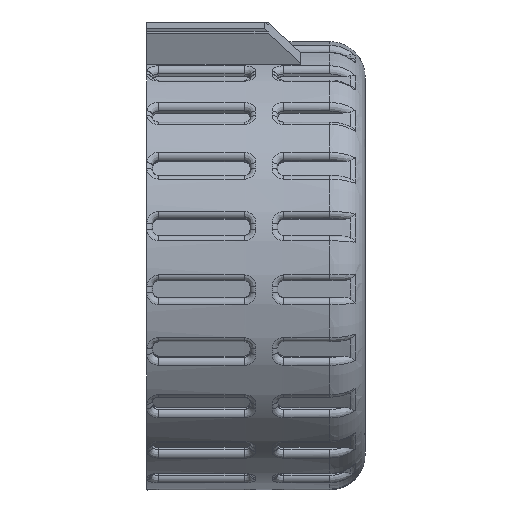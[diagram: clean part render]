
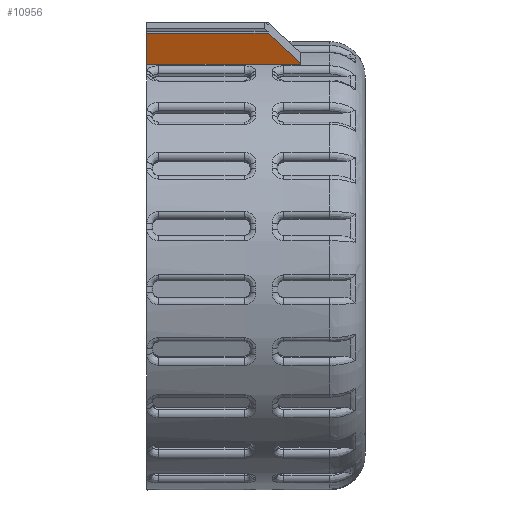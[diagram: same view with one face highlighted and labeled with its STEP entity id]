
A CAD part, top view. The second image highlights one B-rep face of the part: STEP entity #10956.
In plain terms, the highlighted planar face has unit normal (0, -0.384, 0.923).
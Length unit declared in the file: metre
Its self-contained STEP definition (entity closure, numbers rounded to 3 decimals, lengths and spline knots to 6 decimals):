
#1731=LINE('',#13442,#1936);
#1784=LINE('',#13912,#1989);
#1928=LINE('',#24808,#2133);
#1930=LINE('',#24812,#2135);
#1931=LINE('',#24814,#2136);
#1936=VECTOR('',#11786,1.);
#1989=VECTOR('',#11941,1.);
#2133=VECTOR('',#13335,1.);
#2135=VECTOR('',#13339,1.);
#2136=VECTOR('',#13340,1.);
#5570=ORIENTED_EDGE('',*,*,#7318,.F.);
#5571=ORIENTED_EDGE('',*,*,#7319,.T.);
#5572=ORIENTED_EDGE('',*,*,#7316,.T.);
#5573=ORIENTED_EDGE('',*,*,#5638,.T.);
#5574=ORIENTED_EDGE('',*,*,#5785,.F.);
#5638=EDGE_CURVE('',#7367,#7366,#1731,.T.);
#5785=EDGE_CURVE('',#7512,#7366,#1784,.T.);
#7316=EDGE_CURVE('',#8356,#7367,#1928,.T.);
#7318=EDGE_CURVE('',#8357,#7512,#1930,.T.);
#7319=EDGE_CURVE('',#8357,#8356,#1931,.T.);
#7366=VERTEX_POINT('',#13441);
#7367=VERTEX_POINT('',#13443);
#7512=VERTEX_POINT('',#13911);
#8356=VERTEX_POINT('',#24809);
#8357=VERTEX_POINT('',#24813);
#9390=EDGE_LOOP('',(#5570,#5571,#5572,#5573,#5574));
#10091=FACE_BOUND('',#9390,.T.);
#10259=PLANE('',#11693);
#10956=ADVANCED_FACE('',(#10091),#10259,.F.);
#11693=AXIS2_PLACEMENT_3D('',#24811,#13337,#13338);
#11786=DIRECTION('',(0.,-0.923,-0.384));
#11941=DIRECTION('',(-1.,0.,0.));
#13335=DIRECTION('',(-1.,0.,0.));
#13337=DIRECTION('',(0.,0.384,-0.923));
#13338=DIRECTION('',(0.,0.923,0.384));
#13339=DIRECTION('',(0.,-0.923,-0.384));
#13340=DIRECTION('',(-0.707,0.653,0.272));
#13441=CARTESIAN_POINT('',(0.159582,0.066301,0.06509));
#13442=CARTESIAN_POINT('',(0.159582,0.067226,0.065475));
#13443=CARTESIAN_POINT('',(0.159582,0.068914,0.066177));
#13911=CARTESIAN_POINT('',(0.172582,0.066301,0.06509));
#13912=CARTESIAN_POINT('',(0.172582,0.066301,0.06509));
#24808=CARTESIAN_POINT('',(0.172582,0.068914,0.066177));
#24809=CARTESIAN_POINT('',(0.16985,0.068914,0.066177));
#24811=CARTESIAN_POINT('',(0.172582,0.067226,0.065475));
#24812=CARTESIAN_POINT('',(0.172582,0.067226,0.065475));
#24813=CARTESIAN_POINT('',(0.172582,0.066393,0.065128));
#24814=CARTESIAN_POINT('',(0.172582,0.066393,0.065128));
